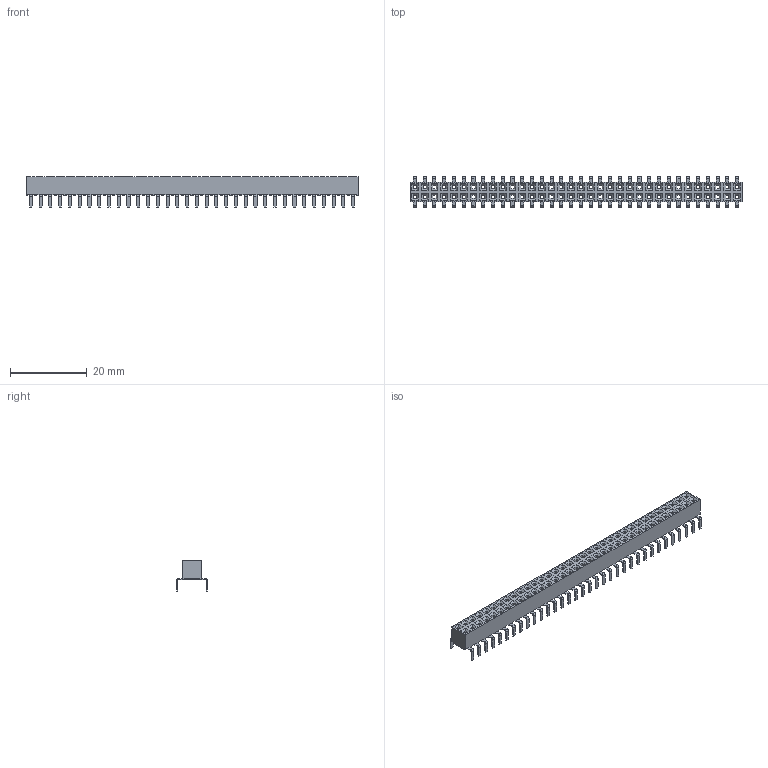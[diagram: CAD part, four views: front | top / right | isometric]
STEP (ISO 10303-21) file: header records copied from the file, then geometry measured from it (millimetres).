
FILE_DESCRIPTION(/* description */ (''),/* implementation_level */ '2;1');
FILE_NAME(/* name */ '966268-6702-XX',/* time_stamp */ '2007-06-15T15:51:09+02:00',/* author */ (''),/* organization */ (''),/* preprocessor_version */ 'ST-DEVELOPER v9',/* originating_system */ 'UGS - NX 4.0',/* authorisation */ '');
FILE_SCHEMA (('AUTOMOTIVE_DESIGN { 1 0 10303 214 1 1 1 1 }'));
Length unit declared in the file: millimetre
Products named in the file (1): 966268-6702-XX
Bounding box: 86.36 x 7.87 x 8 mm (x, y, z)
Volume: 1887.8 mm3; surface area: 3404.2 mm2
Topology: 1 solids, 1 shells, 1403 faces, 3900 edges, 2464 vertices
Faces by surface type: plane 1232, cylinder 171
Entity records: 44028 total; most frequent: ORIENTED_EDGE 7800, CARTESIAN_POINT 7768, DIRECTION 7050, EDGE_CURVE 3900, LINE 3558, VECTOR 3558, VERTEX_POINT 2464, AXIS2_PLACEMENT_3D 1746
